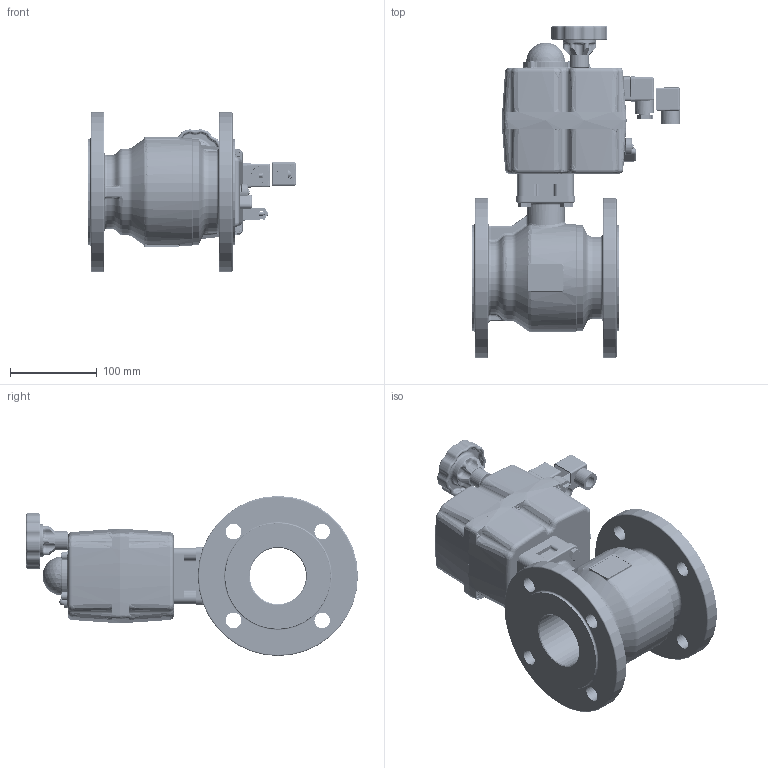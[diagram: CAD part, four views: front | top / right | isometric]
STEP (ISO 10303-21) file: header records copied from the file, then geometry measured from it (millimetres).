
FILE_DESCRIPTION(('STEP AP214'),'1');
FILE_NAME('valve_ake75-65-b-s85.stp','2018-06-14T12:38:38',('TraceParts'),('TraceParts S.A.'),'Spatial InterOp 3D',' ',' ');
FILE_SCHEMA(('automotive_design'));
Length unit declared in the file: millimetre
Products named in the file (48): valve_ake75-65-b-s85_3; valve_ake75-65-b-s85_4; valve_ake75-65-b-s85_5; valve_ake75-65-b-s85_6; valve_ake75-65-b-s85_7; valve_ake75-65-b-s85_8; valve_ake75-65-b-s85_9; valve_ake75-65-b-s85_10; valve_ake75-65-b-s85_11; valve_ake75-65-b-s85_12; valve_ake75-65-b-s85_13; valve_ake75-65-b-s85_14; valve_ake75-65-b-s85_15; Volumenkörper14; valve_ake75-65-b-s85_17; valve_ake75-65-b-s85_18; valve_ake75-65-b-s85_19; valve_ake75-65-b-s85_20; valve_ake75-65-b-s85_21; valve_ake75-65-b-s85_22; valve_ake75-65-b-s85_23; valve_ake75-65-b-s85_24; valve_ake75-65-b-s85_25; valve_ake75-65-b-s85_26; valve_ake75-65-b-s85_27; valve_ake75-65-b-s85_28; valve_ake75-65-b-s85_29; valve_ake75-65-b-s85_30; valve_ake75-65-b-s85_31; valve_ake75-65-b-s85_32; valve_ake75-65-b-s85_33; valve_ake75-65-b-s85_34; valve_ake75-65-b-s85_35; valve_ake75-65-b-s85_36; valve_ake75-65-b-s85_37; valve_ake75-65-b-s85_38; valve_ake75-65-b-s85_39; valve_ake75-65-b-s85_40; valve_ake75-65-b-s85_41; valve_ake75-65-b-s85_42 ...
Bounding box: 240.31 x 383.5 x 185 mm (x, y, z)
Volume: 2342343 mm3; surface area: 509595.3 mm2
Topology: 47 solids, 48 shells, 5045 faces, 12290 edges, 7420 vertices
Faces by surface type: cylinder 1647, cone 1153, plane 1086, torus 712, bspline 303, sphere 144
Entity records: 228100 total; most frequent: CARTESIAN_POINT 66840, DIRECTION 26949, ORIENTED_EDGE 24358, EDGE_CURVE 12179, AXIS2_PLACEMENT_3D 11026, VERTEX_POINT 7417, CIRCLE 6170, EDGE_LOOP 5408
